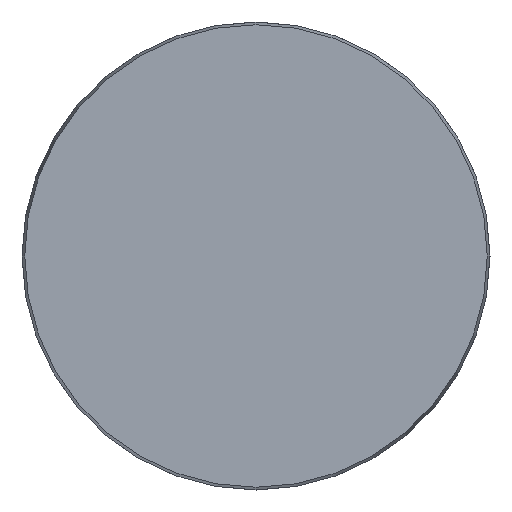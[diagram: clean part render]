
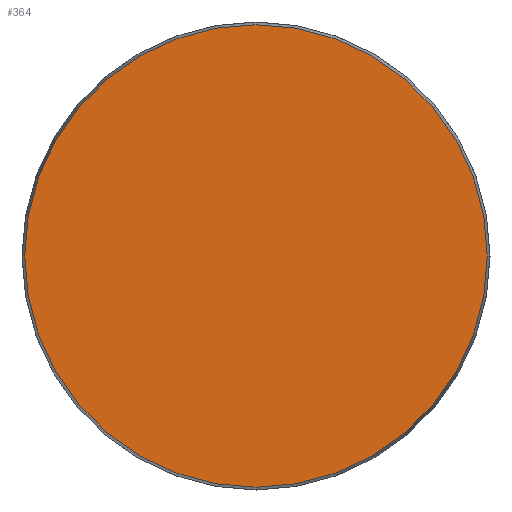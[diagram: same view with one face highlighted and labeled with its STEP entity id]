
A CAD part, front view. The second image highlights one B-rep face of the part: STEP entity #364.
In plain terms, the highlighted planar face has unit normal (0, -1, 0).
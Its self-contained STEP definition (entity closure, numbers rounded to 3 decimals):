
#130 = CARTESIAN_POINT ( 'NONE',  ( 0., 0., -48.425 ) ) ;
#144 = DIRECTION ( 'NONE',  ( 0., 0., -1. ) ) ;
#187 = CIRCLE ( 'NONE', #388, 48.425 ) ;
#191 = EDGE_CURVE ( 'NONE', #345, #345, #187, .T. ) ;
#321 = ORIENTED_EDGE ( 'NONE', *, *, #191, .T. ) ;
#322 = DIRECTION ( 'NONE',  ( 0., 1., 0. ) ) ;
#332 = AXIS2_PLACEMENT_3D ( 'NONE', #536, #322, #492 ) ;
#345 = VERTEX_POINT ( 'NONE', #130 ) ;
#364 = ADVANCED_FACE ( 'NONE', ( #367 ), #410, .F. ) ;
#367 = FACE_OUTER_BOUND ( 'NONE', #443, .T. ) ;
#388 = AXIS2_PLACEMENT_3D ( 'NONE', #440, #446, #144 ) ;
#410 = PLANE ( 'NONE',  #332 ) ;
#440 = CARTESIAN_POINT ( 'NONE',  ( 0., 0., 0. ) ) ;
#443 = EDGE_LOOP ( 'NONE', ( #321 ) ) ;
#446 = DIRECTION ( 'NONE',  ( 0., -1., 0. ) ) ;
#492 = DIRECTION ( 'NONE',  ( 0., 0., 1. ) ) ;
#536 = CARTESIAN_POINT ( 'NONE',  ( -48.425, 0., 0. ) ) ;
